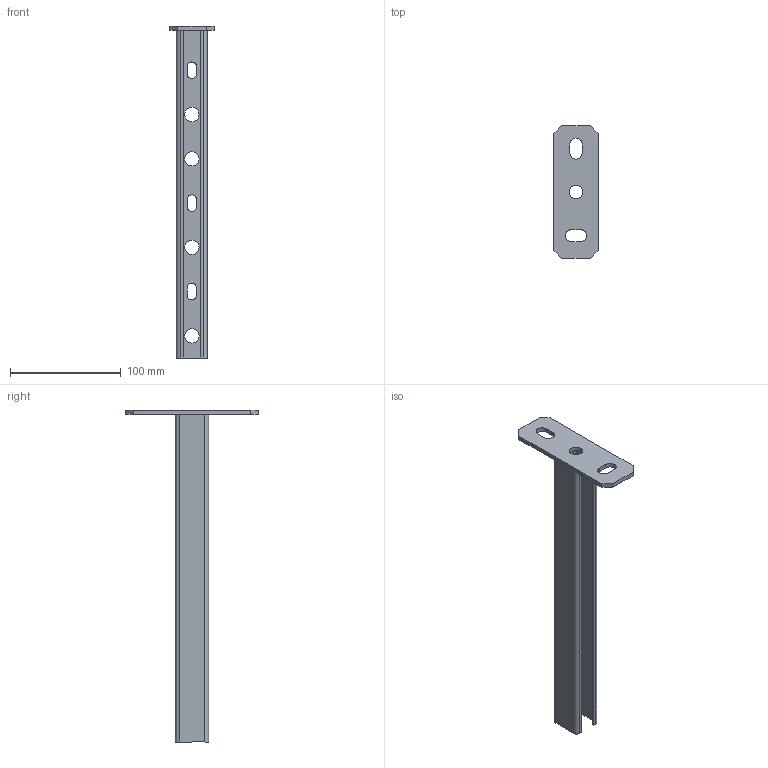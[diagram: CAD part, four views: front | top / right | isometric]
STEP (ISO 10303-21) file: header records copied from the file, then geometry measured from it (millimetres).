
FILE_DESCRIPTION(/* description */ (''),/* implementation_level */ '2;1');
FILE_NAME(/* name */ 'konzola 28-30-300.stp',/* time_stamp */ '2023-03-01T09:06:47+01:00',/* author */ ('Petr'),/* organization */ (''),/* preprocessor_version */ 'ST-DEVELOPER v17',/* originating_system */ 'Autodesk Inventor 2019',/* authorisation */ '');
FILE_SCHEMA (('AUTOMOTIVE_DESIGN { 1 0 10303 214 3 1 1 }'));
Length unit declared in the file: millimetre
Products named in the file (3): konzola 28-30-300; pata; nosník28_30_300
Assembly tree (2 placements, depth 2):
  konzola 28-30-300
    pata
    nosník28_30_300
Bounding box: 40 x 120 x 299.97 mm (x, y, z)
Volume: 61743.4 mm3; surface area: 63317.5 mm2
Topology: 2 solids, 2 shells, 57 faces, 180 edges, 143 vertices
Faces by surface type: plane 34, cylinder 23
Full cylindrical faces by diameter (mm): 12 x1, 13 x4
Entity records: 2089 total; most frequent: CARTESIAN_POINT 370, DIRECTION 351, ORIENTED_EDGE 318, EDGE_CURVE 159, AXIS2_PLACEMENT_3D 119, LINE 113, VECTOR 113, VERTEX_POINT 106
